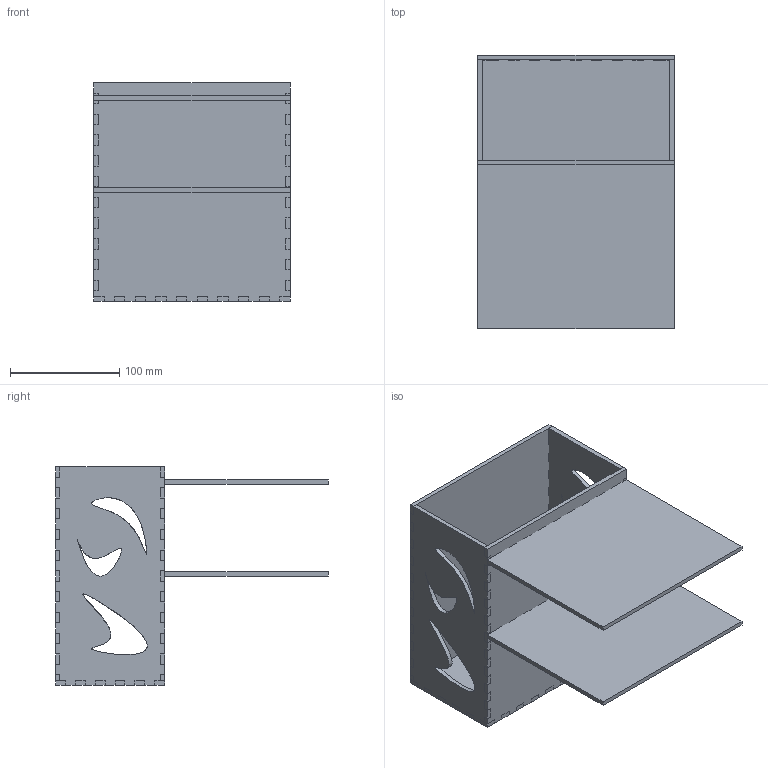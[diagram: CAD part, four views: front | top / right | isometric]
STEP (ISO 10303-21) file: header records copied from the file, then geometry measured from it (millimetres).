
FILE_DESCRIPTION(/* description */ (''),/* implementation_level */ '2;1');
FILE_NAME(/* name */ 'laser_skurdur_hlutur.step',/* time_stamp */ '2022-02-28T20:29:51+00:00',/* author */ (''),/* organization */ (''),/* preprocessor_version */ 'ST-DEVELOPER v18.1',/* originating_system */ 'Autodesk Translation Framework v10.13.0.1454',/* authorisation */ '');
FILE_SCHEMA (('AUTOMOTIVE_DESIGN { 1 0 10303 214 3 1 1 }'));
Length unit declared in the file: millimetre
Products named in the file (1): nyjasta_breytti_miklu
Bounding box: 180 x 250 x 200 mm (x, y, z)
Volume: 694881.1 mm3; surface area: 376350.9 mm2
Topology: 7 solids, 7 shells, 736 faces, 2166 edges, 1444 vertices
Faces by surface type: plane 730, bspline 6
Entity records: 27187 total; most frequent: CARTESIAN_POINT 7488, ORIENTED_EDGE 4332, DIRECTION 3616, EDGE_CURVE 2166, LINE 2154, VECTOR 2154, VERTEX_POINT 1444, EDGE_LOOP 784
